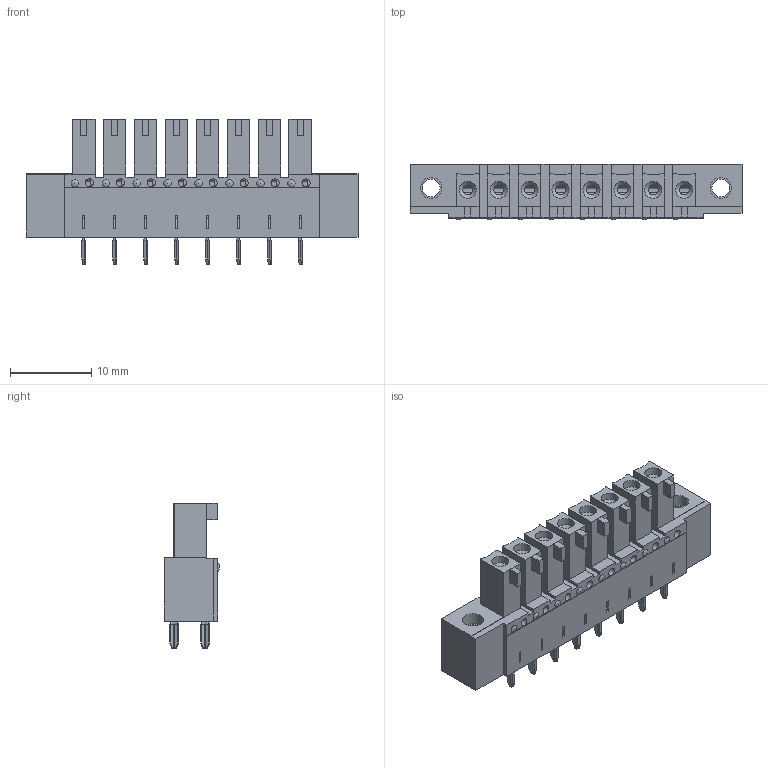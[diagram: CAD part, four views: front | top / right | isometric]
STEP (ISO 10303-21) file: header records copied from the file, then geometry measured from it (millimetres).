
FILE_DESCRIPTION( ( 'Unknown' ), '1' );
FILE_NAME( '691308330008.stp', 'Unknown', ( 'Unknown' ), ( 'Unknown' ), 'PSStep 18.0.17', 'Unknown', ' ' );
FILE_SCHEMA( ( 'AUTOMOTIVE_DESIGN { 1 0 10303 214 1 1 1 1 }' ) );
Length unit declared in the file: millimetre
Products named in the file (4): Assem1; 6913083300xx_Pin; 6913083300xx_Thread; 691308330008
Assembly tree (11 placements, depth 2):
  Assem1
    6913083300xx_Pin  x8
    6913083300xx_Thread  x2
    691308330008
Bounding box: 40.87 x 6.8 x 17.9 mm (x, y, z)
Volume: 1652.7 mm3; surface area: 5103.8 mm2
Topology: 11 solids, 11 shells, 1464 faces, 4044 edges, 2596 vertices
Faces by surface type: plane 1134, cylinder 246, bspline 64, revolution 8, cone 8, torus 4
Full cylindrical faces by diameter (mm): 1 x8, 1.2 x8, 2.1 x8, 2.2 x2, 2.6 x2
Entity records: 29631 total; most frequent: CARTESIAN_POINT 4651, ORIENTED_EDGE 4066, DIRECTION 3657, EDGE_CURVE 2033, LINE 1809, VECTOR 1809, VERTEX_POINT 1354, AXIS2_PLACEMENT_3D 920
